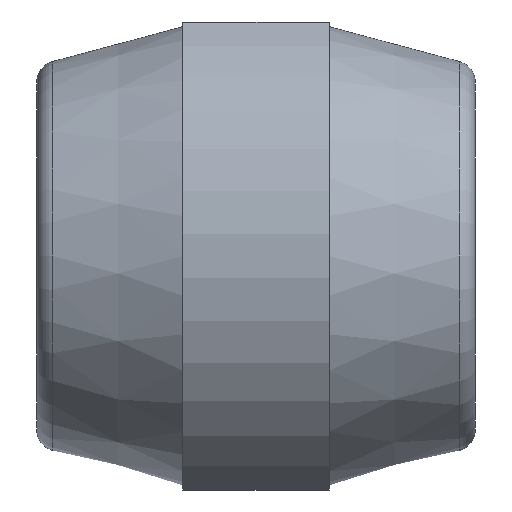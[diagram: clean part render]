
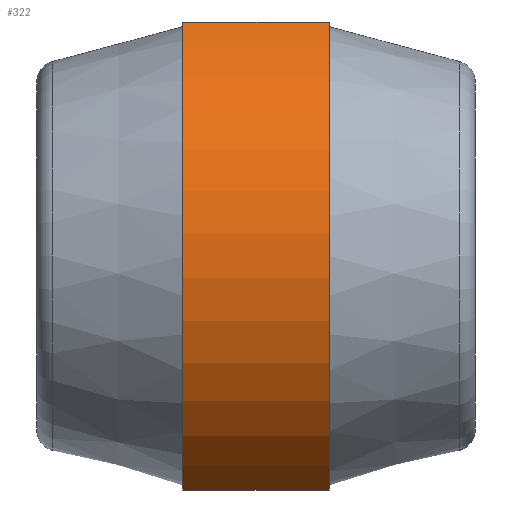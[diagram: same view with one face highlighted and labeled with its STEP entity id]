
A CAD part, left-side view. The second image highlights one B-rep face of the part: STEP entity #322.
In plain terms, the highlighted cylindrical face has radius 18.25 mm (diameter 36.5 mm), a partial arc.
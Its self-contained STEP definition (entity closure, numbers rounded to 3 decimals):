
#2 = DIRECTION ( 'NONE',  ( 0., 1., 0. ) ) ;
#17 = EDGE_CURVE ( 'NONE', #32, #29, #122, .T. ) ;
#25 = AXIS2_PLACEMENT_3D ( 'NONE', #208, #2, #414 ) ;
#29 = VERTEX_POINT ( 'NONE', #398 ) ;
#32 = VERTEX_POINT ( 'NONE', #401 ) ;
#41 = DIRECTION ( 'NONE',  ( 0., 0., 1. ) ) ;
#58 = DIRECTION ( 'NONE',  ( 0., 1., 0. ) ) ;
#65 = ORIENTED_EDGE ( 'NONE', *, *, #466, .F. ) ;
#85 = VECTOR ( 'NONE', #457, 1000. ) ;
#107 = ORIENTED_EDGE ( 'NONE', *, *, #17, .T. ) ;
#114 = LINE ( 'NONE', #140, #382 ) ;
#117 = ORIENTED_EDGE ( 'NONE', *, *, #453, .T. ) ;
#122 = CIRCLE ( 'NONE', #302, 18.25 ) ;
#140 = CARTESIAN_POINT ( 'NONE',  ( -8.779, -15., -16. ) ) ;
#164 = CARTESIAN_POINT ( 'NONE',  ( -8.779, 5., 16. ) ) ;
#208 = CARTESIAN_POINT ( 'NONE',  ( 0., 44.514, 0. ) ) ;
#221 = VERTEX_POINT ( 'NONE', #164 ) ;
#233 = DIRECTION ( 'NONE',  ( 0., 1., 0. ) ) ;
#245 = CARTESIAN_POINT ( 'NONE',  ( -8.779, 5., -16. ) ) ;
#251 = CARTESIAN_POINT ( 'NONE',  ( -8.779, -15., 16. ) ) ;
#256 = CYLINDRICAL_SURFACE ( 'NONE', #25, 18.25 ) ;
#263 = EDGE_LOOP ( 'NONE', ( #65, #289, #107, #117 ) ) ;
#271 = DIRECTION ( 'NONE',  ( 0., 1., 0. ) ) ;
#289 = ORIENTED_EDGE ( 'NONE', *, *, #430, .F. ) ;
#302 = AXIS2_PLACEMENT_3D ( 'NONE', #436, #233, #471 ) ;
#317 = VERTEX_POINT ( 'NONE', #245 ) ;
#322 = ADVANCED_FACE ( 'NONE', ( #434 ), #256, .T. ) ;
#354 = AXIS2_PLACEMENT_3D ( 'NONE', #477, #271, #41 ) ;
#356 = LINE ( 'NONE', #251, #85 ) ;
#382 = VECTOR ( 'NONE', #58, 1000. ) ;
#398 = CARTESIAN_POINT ( 'NONE',  ( -8.779, -5., 16. ) ) ;
#401 = CARTESIAN_POINT ( 'NONE',  ( -8.779, -5., -16. ) ) ;
#414 = DIRECTION ( 'NONE',  ( 0., 0., 1. ) ) ;
#430 = EDGE_CURVE ( 'NONE', #32, #317, #114, .T. ) ;
#434 = FACE_OUTER_BOUND ( 'NONE', #263, .T. ) ;
#436 = CARTESIAN_POINT ( 'NONE',  ( 0., -5., 0. ) ) ;
#438 = CIRCLE ( 'NONE', #354, 18.25 ) ;
#453 = EDGE_CURVE ( 'NONE', #29, #221, #356, .T. ) ;
#457 = DIRECTION ( 'NONE',  ( 0., 1., 0. ) ) ;
#466 = EDGE_CURVE ( 'NONE', #317, #221, #438, .T. ) ;
#471 = DIRECTION ( 'NONE',  ( 0., 0., 1. ) ) ;
#477 = CARTESIAN_POINT ( 'NONE',  ( 0., 5., 0. ) ) ;
